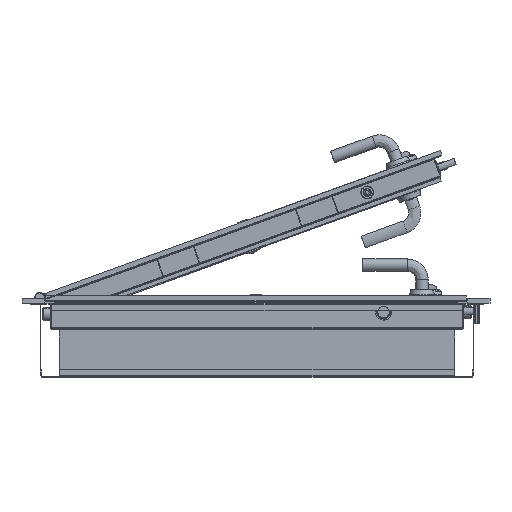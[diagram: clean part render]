
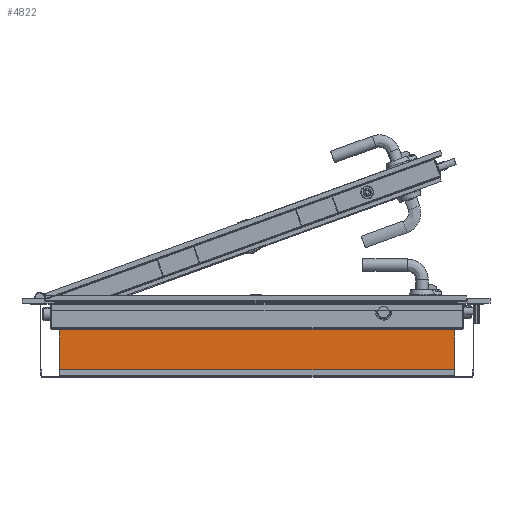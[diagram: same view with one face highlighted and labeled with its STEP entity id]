
A CAD part, front view. The second image highlights one B-rep face of the part: STEP entity #4822.
In plain terms, the highlighted free-form (B-spline) face has degree [1, 1] with [2, 2] control points.
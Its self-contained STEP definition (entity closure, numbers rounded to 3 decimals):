
#4433 = VERTEX_POINT('',#4434);
#4434 = CARTESIAN_POINT('',(-580.163,-1391.665,
    4.351));
#4439 = EDGE_CURVE('',#4433,#4440,#4442,.T.);
#4440 = VERTEX_POINT('',#4441);
#4441 = CARTESIAN_POINT('',(-580.163,-1391.665,
    139.239));
#4442 = B_SPLINE_CURVE_WITH_KNOTS('',1,(#4443,#4444),.UNSPECIFIED.,.F.,
  .F.,(2,2),(3.,96.),.PIECEWISE_BEZIER_KNOTS.);
#4443 = CARTESIAN_POINT('',(-580.163,-1391.665,
    4.351));
#4444 = CARTESIAN_POINT('',(-580.163,-1391.665,
    139.239));
#4801 = EDGE_CURVE('',#4433,#4802,#4804,.T.);
#4802 = VERTEX_POINT('',#4803);
#4803 = CARTESIAN_POINT('',(580.163,-1391.665,
    4.351));
#4804 = B_SPLINE_CURVE_WITH_KNOTS('',1,(#4805,#4806),.UNSPECIFIED.,.F.,
  .F.,(2,2),(17.,817.),.PIECEWISE_BEZIER_KNOTS.);
#4805 = CARTESIAN_POINT('',(-580.163,-1391.665,
    4.351));
#4806 = CARTESIAN_POINT('',(580.163,-1391.665,
    4.351));
#4822 = ADVANCED_FACE('',(#4823),#4839,.F.);
#4823 = FACE_BOUND('',#4824,.T.);
#4824 = EDGE_LOOP('',(#4825,#4826,#4827,#4834));
#4825 = ORIENTED_EDGE('',*,*,#4439,.F.);
#4826 = ORIENTED_EDGE('',*,*,#4801,.T.);
#4827 = ORIENTED_EDGE('',*,*,#4828,.F.);
#4828 = EDGE_CURVE('',#4829,#4802,#4831,.T.);
#4829 = VERTEX_POINT('',#4830);
#4830 = CARTESIAN_POINT('',(580.163,-1391.665,
    139.239));
#4831 = B_SPLINE_CURVE_WITH_KNOTS('',1,(#4832,#4833),.UNSPECIFIED.,.F.,
  .F.,(2,2),(-96.,-3.),.PIECEWISE_BEZIER_KNOTS.);
#4832 = CARTESIAN_POINT('',(580.163,-1391.665,
    139.239));
#4833 = CARTESIAN_POINT('',(580.163,-1391.665,
    4.351));
#4834 = ORIENTED_EDGE('',*,*,#4835,.F.);
#4835 = EDGE_CURVE('',#4440,#4829,#4836,.T.);
#4836 = B_SPLINE_CURVE_WITH_KNOTS('',1,(#4837,#4838),.UNSPECIFIED.,.F.,
  .F.,(2,2),(17.,817.),.PIECEWISE_BEZIER_KNOTS.);
#4837 = CARTESIAN_POINT('',(-580.163,-1391.665,
    139.239));
#4838 = CARTESIAN_POINT('',(580.163,-1391.665,
    139.239));
#4839 = B_SPLINE_SURFACE_WITH_KNOTS('',1,1,(
    (#4840,#4841)
    ,(#4842,#4843
    )),.UNSPECIFIED.,.F.,.F.,.F.,(2,2),(2,2),(-96.,-3.),(-817.,-17.),
  .PIECEWISE_BEZIER_KNOTS.);
#4840 = CARTESIAN_POINT('',(580.163,-1391.665,
    139.239));
#4841 = CARTESIAN_POINT('',(-580.163,-1391.665,
    139.239));
#4842 = CARTESIAN_POINT('',(580.163,-1391.665,
    4.351));
#4843 = CARTESIAN_POINT('',(-580.163,-1391.665,
    4.351));
